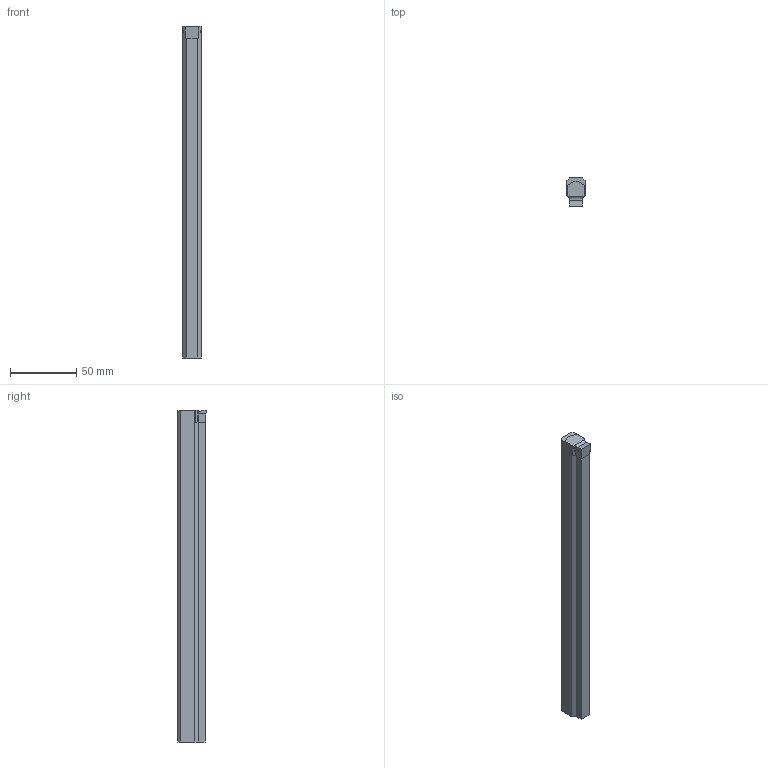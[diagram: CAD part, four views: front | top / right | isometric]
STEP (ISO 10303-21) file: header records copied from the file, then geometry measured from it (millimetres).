
FILE_DESCRIPTION(/* description */ (''),/* implementation_level */ '2;1');
FILE_NAME(/* name */ 'PHZ_2014_13_SIM.stp',/* time_stamp */ '2019-09-27T10:32:38+02:00',/* author */ (''),/* organization */ (''),/* preprocessor_version */ 'ST-DEVELOPER v16.7',/* originating_system */ 'SIEMENS PLM Software NX 12.0',/* authorisation */ '');
FILE_SCHEMA (('AUTOMOTIVE_DESIGN { 1 0 10303 214 3 1 1 1 }'));
Length unit declared in the file: millimetre
Products named in the file (1): fo341530CCCFh6oe
Bounding box: 14 x 21.5 x 250.1 mm (x, y, z)
Volume: 63993 mm3; surface area: 17291.1 mm2
Topology: 2 solids, 2 shells, 36 faces, 92 edges, 60 vertices
Faces by surface type: plane 31, cylinder 5
Entity records: 1119 total; most frequent: CARTESIAN_POINT 201, ORIENTED_EDGE 184, DIRECTION 172, EDGE_CURVE 92, LINE 82, VECTOR 82, VERTEX_POINT 60, AXIS2_PLACEMENT_3D 45
